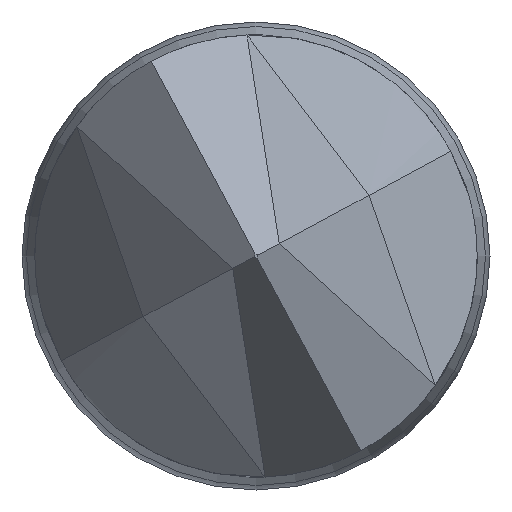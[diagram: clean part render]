
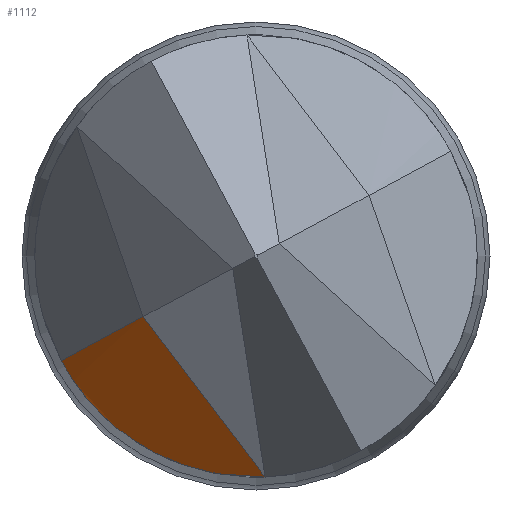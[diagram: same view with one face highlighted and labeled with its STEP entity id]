
A CAD part, left-side view. The second image highlights one B-rep face of the part: STEP entity #1112.
In plain terms, the highlighted planar face has unit normal (-0.462, 0.684, -0.564).
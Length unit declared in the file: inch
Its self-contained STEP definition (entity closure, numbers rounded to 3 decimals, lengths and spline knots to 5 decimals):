
#1 = EDGE_CURVE ( 'NONE', #247, #364, #820, .T. ) ;
#16 = CARTESIAN_POINT ( 'NONE',  ( -0.26153, 0.01535, -0.01128 ) ) ;
#25 =( BOUNDED_CURVE ( )  B_SPLINE_CURVE ( 3, ( #460, #354, #964, #454 ),
 .UNSPECIFIED., .F., .F. ) 
 B_SPLINE_CURVE_WITH_KNOTS ( ( 4, 4 ),
 ( 5.36144, 6.26914 ),
 .UNSPECIFIED. ) 
 CURVE ( )  GEOMETRIC_REPRESENTATION_ITEM ( )  RATIONAL_B_SPLINE_CURVE ( ( 1., 0.933, 0.933, 1. ) ) 
 REPRESENTATION_ITEM ( '' )  );
#28 = EDGE_CURVE ( 'NONE', #790, #1119, #313, .T. ) ;
#30 = ORIENTED_EDGE ( 'NONE', *, *, #816, .F. ) ;
#192 = CARTESIAN_POINT ( 'NONE',  ( -0.277, 0.00972, -0.00522 ) ) ;
#247 = VERTEX_POINT ( 'NONE', #776 ) ;
#263 = DIRECTION ( 'NONE',  ( 0.883, 0.414, -0.222 ) ) ;
#269 = CARTESIAN_POINT ( 'NONE',  ( -0.2613, 0.01448, -0.0123 ) ) ;
#313 = LINE ( 'NONE', #467, #668 ) ;
#345 = CARTESIAN_POINT ( 'NONE',  ( -0.27571, -0.00077, -0.01898 ) ) ;
#354 = CARTESIAN_POINT ( 'NONE',  ( -0.26661, 0.00518, -0.01923 ) ) ;
#358 = DIRECTION ( 'NONE',  ( 0.462, -0.684, 0.564 ) ) ;
#364 = VERTEX_POINT ( 'NONE', #805 ) ;
#370 = CARTESIAN_POINT ( 'NONE',  ( -0.262, 0.01674, -0.00899 ) ) ;
#443 = VECTOR ( 'NONE', #812, 39.37008 ) ;
#450 = CARTESIAN_POINT ( 'NONE',  ( -0.277, 0.00972, -0.00522 ) ) ;
#454 = CARTESIAN_POINT ( 'NONE',  ( -0.2613, 0.01448, -0.0123 ) ) ;
#460 = CARTESIAN_POINT ( 'NONE',  ( -0.27571, -0.00077, -0.01898 ) ) ;
#467 = CARTESIAN_POINT ( 'NONE',  ( -0.27702, 0.00984, -0.00505 ) ) ;
#541 = ORIENTED_EDGE ( 'NONE', *, *, #1, .F. ) ;
#547 = PLANE ( 'NONE',  #550 ) ;
#550 = AXIS2_PLACEMENT_3D ( 'NONE', #192, #358, #263 ) ;
#551 = CARTESIAN_POINT ( 'NONE',  ( -0.277, 0.00972, -0.00522 ) ) ;
#639 = CARTESIAN_POINT ( 'NONE',  ( -0.26177, 0.01611, -0.01017 ) ) ;
#668 = VECTOR ( 'NONE', #1069, 39.37008 ) ;
#749 = ORIENTED_EDGE ( 'NONE', *, *, #974, .T. ) ;
#774 = ORIENTED_EDGE ( 'NONE', *, *, #28, .T. ) ;
#776 = CARTESIAN_POINT ( 'NONE',  ( -0.2613, 0.01448, -0.0123 ) ) ;
#790 = VERTEX_POINT ( 'NONE', #345 ) ;
#805 = CARTESIAN_POINT ( 'NONE',  ( -0.262, 0.01674, -0.00899 ) ) ;
#812 = DIRECTION ( 'NONE',  ( 0.883, 0.414, -0.222 ) ) ;
#816 = EDGE_CURVE ( 'NONE', #790, #247, #25, .T. ) ;
#820 = B_SPLINE_CURVE_WITH_KNOTS ( 'NONE', 3,
 ( #269, #16, #639, #370 ),
 .UNSPECIFIED., .F., .F.,
 ( 4, 4 ),
 ( 0., 1. ),
 .UNSPECIFIED. ) ;
#851 = LINE ( 'NONE', #551, #443 ) ;
#941 = FACE_OUTER_BOUND ( 'NONE', #1027, .T. ) ;
#964 = CARTESIAN_POINT ( 'NONE',  ( -0.26146, 0.01063, -0.01684 ) ) ;
#974 = EDGE_CURVE ( 'NONE', #1119, #364, #851, .T. ) ;
#1027 = EDGE_LOOP ( 'NONE', ( #774, #749, #541, #30 ) ) ;
#1069 = DIRECTION ( 'NONE',  ( -0.074, 0.604, 0.793 ) ) ;
#1112 = ADVANCED_FACE ( 'NONE', ( #941 ), #547, .F. ) ;
#1119 = VERTEX_POINT ( 'NONE', #450 ) ;
